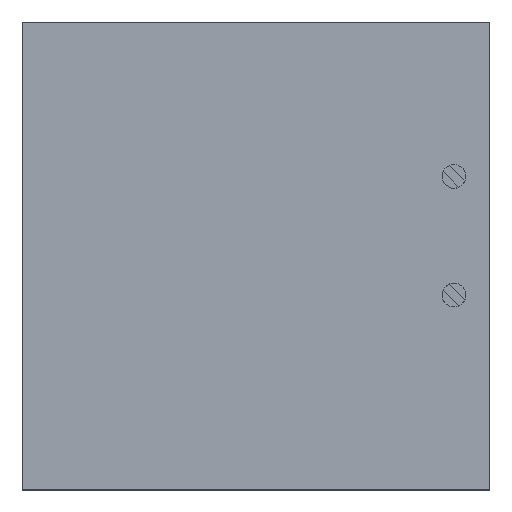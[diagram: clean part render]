
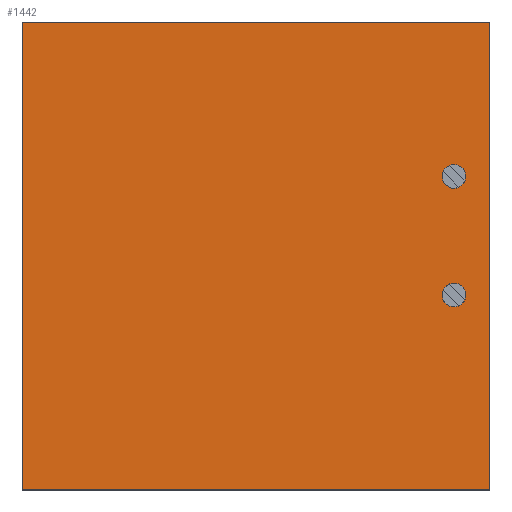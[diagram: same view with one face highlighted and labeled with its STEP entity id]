
A CAD part, top view. The second image highlights one B-rep face of the part: STEP entity #1442.
In plain terms, the highlighted free-form (B-spline) face has degree [1, 1] with [2, 2] control points.
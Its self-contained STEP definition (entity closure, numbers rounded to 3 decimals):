
#1248=CARTESIAN_POINT('',(13.462,5.1,15.0));
#1249=VERTEX_POINT('',#1248);
#1258=CARTESIAN_POINT('',(11.938,5.1,15.0));
#1259=VERTEX_POINT('',#1258);
#1260=CARTESIAN_POINT('',(12.7,5.1,15.0));
#1261=DIRECTION('',(0.0,0.0,-1.0));
#1262=DIRECTION('',(1.0,0.0,0.0));
#1263=AXIS2_PLACEMENT_3D('',#1260,#1261,#1262);
#1264=CIRCLE('',#1263,0.762);
#1265=EDGE_CURVE('',#1259,#1249,#1264,.T.);
#1290=CARTESIAN_POINT('',(13.462,-2.52,15.0));
#1291=VERTEX_POINT('',#1290);
#1300=CARTESIAN_POINT('',(11.938,-2.52,15.0));
#1301=VERTEX_POINT('',#1300);
#1302=CARTESIAN_POINT('',(12.7,-2.52,15.0));
#1303=DIRECTION('',(0.0,0.0,-1.0));
#1304=DIRECTION('',(1.0,0.0,0.0));
#1305=AXIS2_PLACEMENT_3D('',#1302,#1303,#1304);
#1306=CIRCLE('',#1305,0.762);
#1307=EDGE_CURVE('',#1301,#1291,#1306,.T.);
#1341=CARTESIAN_POINT('',(12.7,-2.52,15.0));
#1342=DIRECTION('',(0.0,0.0,-1.0));
#1343=DIRECTION('',(1.0,0.0,0.0));
#1344=AXIS2_PLACEMENT_3D('',#1341,#1342,#1343);
#1345=CIRCLE('',#1344,0.762);
#1346=EDGE_CURVE('',#1291,#1301,#1345,.T.);
#1375=CARTESIAN_POINT('',(12.7,5.1,15.0));
#1376=DIRECTION('',(0.0,0.0,-1.0));
#1377=DIRECTION('',(1.0,0.0,0.0));
#1378=AXIS2_PLACEMENT_3D('',#1375,#1376,#1377);
#1379=CIRCLE('',#1378,0.762);
#1380=EDGE_CURVE('',#1249,#1259,#1379,.T.);
#1395=CARTESIAN_POINT('',(-15.,-15.0,15.0));
#1396=CARTESIAN_POINT('',(15.0,-15.0,15.0));
#1397=CARTESIAN_POINT('',(-15.,15.0,15.0));
#1398=CARTESIAN_POINT('',(15.0,15.0,15.0));
#1399=B_SPLINE_SURFACE_WITH_KNOTS('',1,1,((#1395,#1397),(#1396,#1398)),.UNSPECIFIED.,.F.,.F.,.U.,(2,2),(2,2),(0.0,30.),(0.0,30.0),.UNSPECIFIED.);
#1400=CARTESIAN_POINT('',(15.0,15.0,15.0));
#1401=VERTEX_POINT('',#1400);
#1402=CARTESIAN_POINT('',(15.0,-15.0,15.0));
#1403=VERTEX_POINT('',#1402);
#1404=CARTESIAN_POINT('',(15.0,15.0,15.0));
#1405=DIRECTION('',(0.0,-1.0,0.0));
#1406=VECTOR('',#1405,30.0);
#1407=LINE('',#1404,#1406);
#1408=EDGE_CURVE('',#1401,#1403,#1407,.T.);
#1409=ORIENTED_EDGE('',*,*,#1408,.F.);
#1410=CARTESIAN_POINT('',(-15.,15.0,15.0));
#1411=VERTEX_POINT('',#1410);
#1412=CARTESIAN_POINT('',(-15.,15.0,15.0));
#1413=DIRECTION('',(1.0,0.0,0.0));
#1414=VECTOR('',#1413,30.);
#1415=LINE('',#1412,#1414);
#1416=EDGE_CURVE('',#1411,#1401,#1415,.T.);
#1417=ORIENTED_EDGE('',*,*,#1416,.F.);
#1418=CARTESIAN_POINT('',(-15.,-15.0,15.0));
#1419=VERTEX_POINT('',#1418);
#1420=CARTESIAN_POINT('',(-15.,-15.0,15.0));
#1421=DIRECTION('',(0.0,1.0,0.0));
#1422=VECTOR('',#1421,30.0);
#1423=LINE('',#1420,#1422);
#1424=EDGE_CURVE('',#1419,#1411,#1423,.T.);
#1425=ORIENTED_EDGE('',*,*,#1424,.F.);
#1426=CARTESIAN_POINT('',(15.0,-15.0,15.0));
#1427=DIRECTION('',(-1.0,0.0,0.0));
#1428=VECTOR('',#1427,30.);
#1429=LINE('',#1426,#1428);
#1430=EDGE_CURVE('',#1403,#1419,#1429,.T.);
#1431=ORIENTED_EDGE('',*,*,#1430,.F.);
#1432=EDGE_LOOP('',(#1409,#1417,#1425,#1431));
#1433=FACE_OUTER_BOUND('',#1432,.T.);
#1434=ORIENTED_EDGE('',*,*,#1346,.T.);
#1435=ORIENTED_EDGE('',*,*,#1307,.T.);
#1436=EDGE_LOOP('',(#1434,#1435));
#1437=FACE_BOUND('',#1436,.T.);
#1438=ORIENTED_EDGE('',*,*,#1380,.T.);
#1439=ORIENTED_EDGE('',*,*,#1265,.T.);
#1440=EDGE_LOOP('',(#1438,#1439));
#1441=FACE_BOUND('',#1440,.T.);
#1442=ADVANCED_FACE('',(#1433,#1437,#1441),#1399,.T.);
